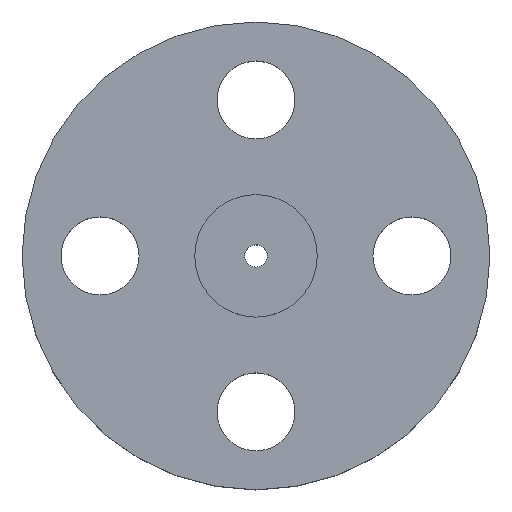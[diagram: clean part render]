
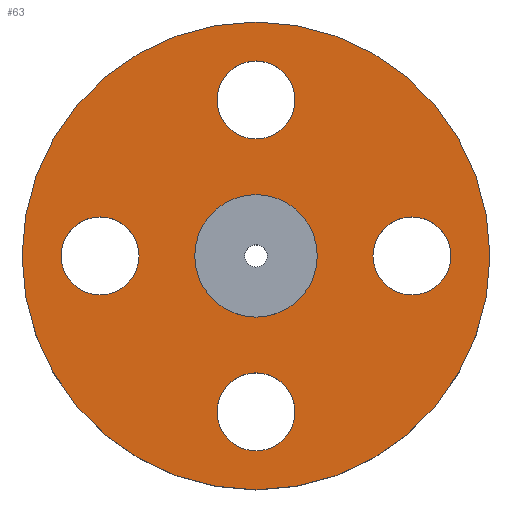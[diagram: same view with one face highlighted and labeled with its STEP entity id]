
A CAD part, top view. The second image highlights one B-rep face of the part: STEP entity #63.
In plain terms, the highlighted planar face has unit normal (0, 0, 1).
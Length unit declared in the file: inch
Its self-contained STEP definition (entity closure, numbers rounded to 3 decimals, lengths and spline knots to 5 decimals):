
#2 = ORIENTED_EDGE ( 'NONE', *, *, #465, .F. ) ;
#12 = VERTEX_POINT ( 'NONE', #831 ) ;
#15 = ORIENTED_EDGE ( 'NONE', *, *, #209, .T. ) ;
#20 = AXIS2_PLACEMENT_3D ( 'NONE', #829, #363, #636 ) ;
#31 = EDGE_CURVE ( 'NONE', #458, #471, #222, .T. ) ;
#38 = CIRCLE ( 'NONE', #633, 0.4375 ) ;
#54 = DIRECTION ( 'NONE',  ( 0., 0., 1. ) ) ;
#56 = DIRECTION ( 'NONE',  ( 1., 0., 0. ) ) ;
#63 = ADVANCED_FACE ( 'NONE', ( #215, #82, #743, #336, #145, #422 ), #675, .F. ) ;
#80 = VERTEX_POINT ( 'NONE', #695 ) ;
#82 = FACE_BOUND ( 'NONE', #157, .T. ) ;
#83 = CIRCLE ( 'NONE', #178, 0.4375 ) ;
#88 = VERTEX_POINT ( 'NONE', #99 ) ;
#89 = DIRECTION ( 'NONE',  ( 0., 1., 0. ) ) ;
#94 = DIRECTION ( 'NONE',  ( 0., 0., -1. ) ) ;
#96 = DIRECTION ( 'NONE',  ( 1., 0., 0. ) ) ;
#99 = CARTESIAN_POINT ( 'NONE',  ( -0.4375, 1.75, -0.25 ) ) ;
#118 = DIRECTION ( 'NONE',  ( 1., 0., 0. ) ) ;
#128 = CARTESIAN_POINT ( 'NONE',  ( -2.1875, 0., -0.25 ) ) ;
#132 = DIRECTION ( 'NONE',  ( 0., 1., 0. ) ) ;
#137 = EDGE_LOOP ( 'NONE', ( #564, #2 ) ) ;
#140 = CARTESIAN_POINT ( 'NONE',  ( -1.3125, 0., -0.25 ) ) ;
#145 = FACE_BOUND ( 'NONE', #694, .T. ) ;
#154 = CIRCLE ( 'NONE', #416, 2.625 ) ;
#155 = DIRECTION ( 'NONE',  ( 1., 0., 0. ) ) ;
#157 = EDGE_LOOP ( 'NONE', ( #353, #719 ) ) ;
#158 = EDGE_CURVE ( 'NONE', #12, #88, #840, .T. ) ;
#171 = EDGE_CURVE ( 'NONE', #88, #12, #83, .T. ) ;
#178 = AXIS2_PLACEMENT_3D ( 'NONE', #777, #54, #576 ) ;
#193 = ORIENTED_EDGE ( 'NONE', *, *, #731, .T. ) ;
#195 = DIRECTION ( 'NONE',  ( 0., 0., 1. ) ) ;
#209 = EDGE_CURVE ( 'NONE', #293, #229, #792, .T. ) ;
#213 = VERTEX_POINT ( 'NONE', #783 ) ;
#215 = FACE_BOUND ( 'NONE', #491, .T. ) ;
#218 = DIRECTION ( 'NONE',  ( 0., 0., 1. ) ) ;
#222 = CIRCLE ( 'NONE', #563, 0.4375 ) ;
#227 = DIRECTION ( 'NONE',  ( 0., 0., 1. ) ) ;
#229 = VERTEX_POINT ( 'NONE', #586 ) ;
#232 = DIRECTION ( 'NONE',  ( 0., 0., 1. ) ) ;
#240 = CARTESIAN_POINT ( 'NONE',  ( 0., 1.75, -0.25 ) ) ;
#249 = ORIENTED_EDGE ( 'NONE', *, *, #349, .F. ) ;
#255 = DIRECTION ( 'NONE',  ( 1., 0., 0. ) ) ;
#257 = CIRCLE ( 'NONE', #327, 0.4375 ) ;
#293 = VERTEX_POINT ( 'NONE', #709 ) ;
#295 = AXIS2_PLACEMENT_3D ( 'NONE', #642, #839, #56 ) ;
#297 = CIRCLE ( 'NONE', #20, 0.6875 ) ;
#324 = EDGE_CURVE ( 'NONE', #608, #714, #342, .T. ) ;
#325 = AXIS2_PLACEMENT_3D ( 'NONE', #734, #195, #255 ) ;
#327 = AXIS2_PLACEMENT_3D ( 'NONE', #639, #778, #650 ) ;
#336 = FACE_BOUND ( 'NONE', #137, .T. ) ;
#342 = CIRCLE ( 'NONE', #325, 0.6875 ) ;
#349 = EDGE_CURVE ( 'NONE', #471, #458, #371, .T. ) ;
#350 = CARTESIAN_POINT ( 'NONE',  ( 0.4375, -1.75, -0.25 ) ) ;
#353 = ORIENTED_EDGE ( 'NONE', *, *, #768, .F. ) ;
#363 = DIRECTION ( 'NONE',  ( 0., 0., 1. ) ) ;
#371 = CIRCLE ( 'NONE', #645, 0.4375 ) ;
#394 = CIRCLE ( 'NONE', #722, 0.4375 ) ;
#405 = VERTEX_POINT ( 'NONE', #128 ) ;
#408 = CARTESIAN_POINT ( 'NONE',  ( -0.4375, -1.75, -0.25 ) ) ;
#410 = DIRECTION ( 'NONE',  ( -1., 0., 0. ) ) ;
#415 = CARTESIAN_POINT ( 'NONE',  ( 0., 0.6875, -0.25 ) ) ;
#416 = AXIS2_PLACEMENT_3D ( 'NONE', #511, #776, #118 ) ;
#422 = FACE_OUTER_BOUND ( 'NONE', #584, .T. ) ;
#430 = CARTESIAN_POINT ( 'NONE',  ( -1.75, 0., -0.25 ) ) ;
#453 = AXIS2_PLACEMENT_3D ( 'NONE', #240, #582, #704 ) ;
#455 = CARTESIAN_POINT ( 'NONE',  ( 0., -1.75, -0.25 ) ) ;
#458 = VERTEX_POINT ( 'NONE', #350 ) ;
#459 = ORIENTED_EDGE ( 'NONE', *, *, #324, .F. ) ;
#465 = EDGE_CURVE ( 'NONE', #405, #520, #394, .T. ) ;
#466 = DIRECTION ( 'NONE',  ( 0., 0., 1. ) ) ;
#471 = VERTEX_POINT ( 'NONE', #408 ) ;
#472 = AXIS2_PLACEMENT_3D ( 'NONE', #430, #218, #155 ) ;
#491 = EDGE_LOOP ( 'NONE', ( #545, #816 ) ) ;
#495 = CIRCLE ( 'NONE', #472, 0.4375 ) ;
#501 = DIRECTION ( 'NONE',  ( -1., 0., 0. ) ) ;
#511 = CARTESIAN_POINT ( 'NONE',  ( 0., 0., -0.25 ) ) ;
#519 = AXIS2_PLACEMENT_3D ( 'NONE', #415, #94, #501 ) ;
#520 = VERTEX_POINT ( 'NONE', #140 ) ;
#545 = ORIENTED_EDGE ( 'NONE', *, *, #158, .F. ) ;
#558 = ORIENTED_EDGE ( 'NONE', *, *, #667, .F. ) ;
#559 = CARTESIAN_POINT ( 'NONE',  ( 0., -1.75, -0.25 ) ) ;
#561 = EDGE_CURVE ( 'NONE', #80, #213, #38, .T. ) ;
#563 = AXIS2_PLACEMENT_3D ( 'NONE', #559, #572, #89 ) ;
#564 = ORIENTED_EDGE ( 'NONE', *, *, #624, .F. ) ;
#572 = DIRECTION ( 'NONE',  ( 0., 0., 1. ) ) ;
#576 = DIRECTION ( 'NONE',  ( 0., -1., 0. ) ) ;
#582 = DIRECTION ( 'NONE',  ( 0., 0., 1. ) ) ;
#584 = EDGE_LOOP ( 'NONE', ( #15, #193 ) ) ;
#586 = CARTESIAN_POINT ( 'NONE',  ( -2.625, 0., -0.25 ) ) ;
#608 = VERTEX_POINT ( 'NONE', #822 ) ;
#624 = EDGE_CURVE ( 'NONE', #520, #405, #495, .T. ) ;
#625 = CARTESIAN_POINT ( 'NONE',  ( -1.75, 0., -0.25 ) ) ;
#633 = AXIS2_PLACEMENT_3D ( 'NONE', #703, #227, #410 ) ;
#636 = DIRECTION ( 'NONE',  ( 1., 0., 0. ) ) ;
#639 = CARTESIAN_POINT ( 'NONE',  ( 1.75, 0., -0.25 ) ) ;
#642 = CARTESIAN_POINT ( 'NONE',  ( 0., 0., -0.25 ) ) ;
#645 = AXIS2_PLACEMENT_3D ( 'NONE', #455, #466, #132 ) ;
#650 = DIRECTION ( 'NONE',  ( -1., 0., 0. ) ) ;
#667 = EDGE_CURVE ( 'NONE', #714, #608, #297, .T. ) ;
#675 = PLANE ( 'NONE',  #519 ) ;
#694 = EDGE_LOOP ( 'NONE', ( #558, #459 ) ) ;
#695 = CARTESIAN_POINT ( 'NONE',  ( 1.3125, 0., -0.25 ) ) ;
#703 = CARTESIAN_POINT ( 'NONE',  ( 1.75, 0., -0.25 ) ) ;
#704 = DIRECTION ( 'NONE',  ( 0., -1., 0. ) ) ;
#709 = CARTESIAN_POINT ( 'NONE',  ( 2.625, 0., -0.25 ) ) ;
#714 = VERTEX_POINT ( 'NONE', #781 ) ;
#719 = ORIENTED_EDGE ( 'NONE', *, *, #561, .F. ) ;
#722 = AXIS2_PLACEMENT_3D ( 'NONE', #625, #232, #96 ) ;
#731 = EDGE_CURVE ( 'NONE', #229, #293, #154, .T. ) ;
#734 = CARTESIAN_POINT ( 'NONE',  ( 0., 0., -0.25 ) ) ;
#743 = FACE_BOUND ( 'NONE', #851, .T. ) ;
#768 = EDGE_CURVE ( 'NONE', #213, #80, #257, .T. ) ;
#776 = DIRECTION ( 'NONE',  ( 0., 0., 1. ) ) ;
#777 = CARTESIAN_POINT ( 'NONE',  ( 0., 1.75, -0.25 ) ) ;
#778 = DIRECTION ( 'NONE',  ( 0., 0., 1. ) ) ;
#781 = CARTESIAN_POINT ( 'NONE',  ( 0.6875, 0., -0.25 ) ) ;
#783 = CARTESIAN_POINT ( 'NONE',  ( 2.1875, 0., -0.25 ) ) ;
#792 = CIRCLE ( 'NONE', #295, 2.625 ) ;
#796 = ORIENTED_EDGE ( 'NONE', *, *, #31, .F. ) ;
#816 = ORIENTED_EDGE ( 'NONE', *, *, #171, .F. ) ;
#822 = CARTESIAN_POINT ( 'NONE',  ( -0.6875, 0., -0.25 ) ) ;
#829 = CARTESIAN_POINT ( 'NONE',  ( 0., 0., -0.25 ) ) ;
#831 = CARTESIAN_POINT ( 'NONE',  ( 0.4375, 1.75, -0.25 ) ) ;
#839 = DIRECTION ( 'NONE',  ( 0., 0., 1. ) ) ;
#840 = CIRCLE ( 'NONE', #453, 0.4375 ) ;
#851 = EDGE_LOOP ( 'NONE', ( #796, #249 ) ) ;
